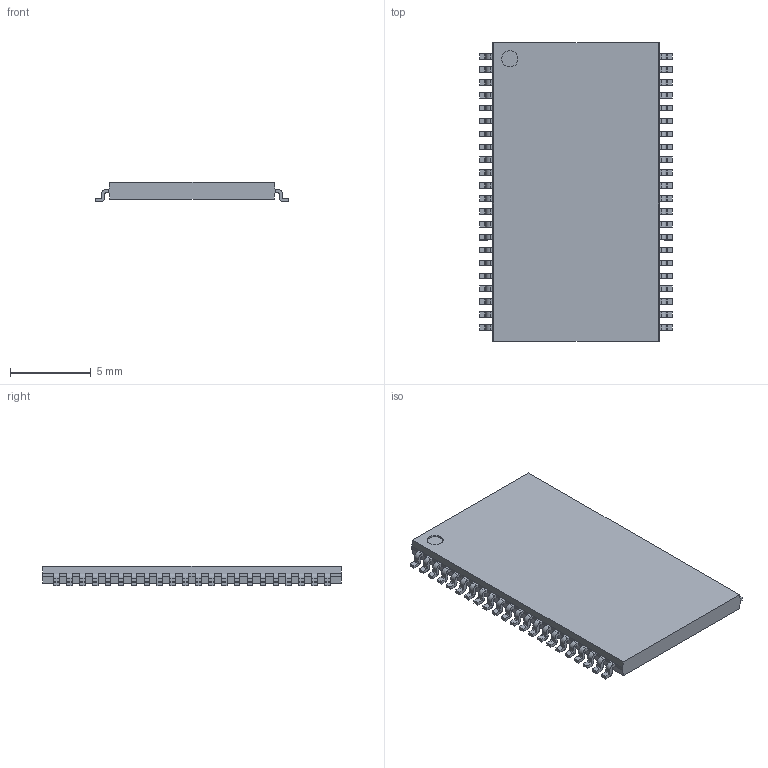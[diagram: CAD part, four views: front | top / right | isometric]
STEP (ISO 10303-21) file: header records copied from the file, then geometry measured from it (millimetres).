
FILE_DESCRIPTION((''),'2;1');
FILE_NAME('SOP80P1184X119-44N.stp','2011-10-26T15:44:14',(''),(''),'Mechanical Desktop 2011','Mechanical Desktop 2011',', , ');
FILE_SCHEMA(('AUTOMOTIVE_DESIGN { 1 2 10303 214 1 1 1 1 }'));
Length unit declared in the file: millimetre
Products named in the file (1): Product
Bounding box: 11.96 x 18.5 x 1.2 mm (x, y, z)
Volume: 203 mm3; surface area: 505.1 mm2
Topology: 45 solids, 45 shells, 629 faces, 1614 edges, 1076 vertices
Faces by surface type: bspline 308, plane 231, cylinder 90
Entity records: 20176 total; most frequent: CARTESIAN_POINT 5476, ORIENTED_EDGE 3228, DIRECTION 2614, EDGE_CURVE 1614, VECTOR 1258, LINE 1258, VERTEX_POINT 1076, AXIS2_PLACEMENT_3D 678
